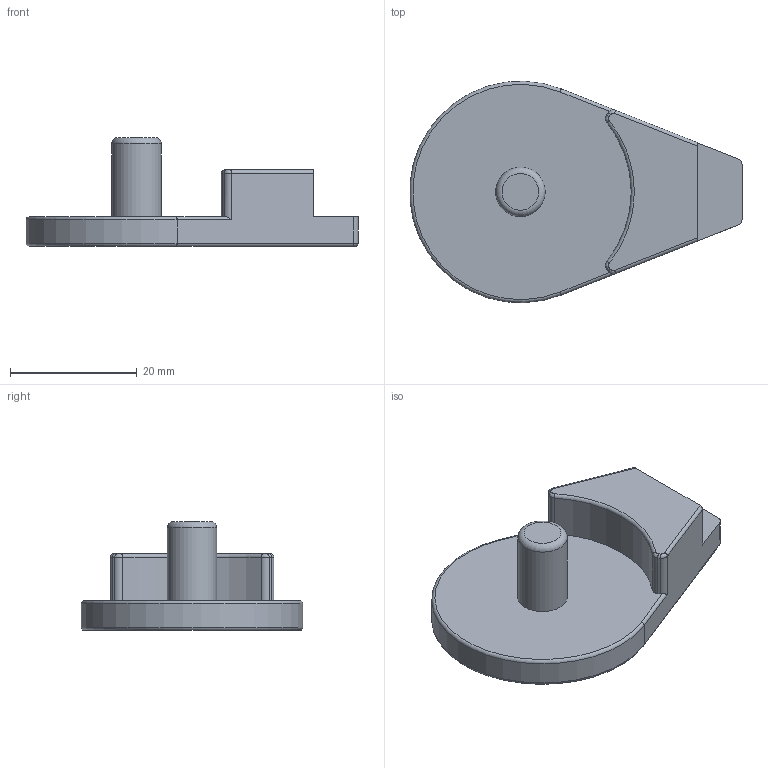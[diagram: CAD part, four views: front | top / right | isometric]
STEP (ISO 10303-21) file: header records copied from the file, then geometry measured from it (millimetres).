
FILE_DESCRIPTION(/* description */ (''),/* implementation_level */ '2;1');
FILE_NAME(/* name */ 'Belt Tensioner Bottom.stp',/* time_stamp */ '2016-12-28T17:00:40-06:00',/* author */ (''),/* organization */ (''),/* preprocessor_version */ 'ST-DEVELOPER v16.5',/* originating_system */ 'Autodesk Translation Framework v5.2.0.2920',/* authorisation */ '');
FILE_SCHEMA (('AUTOMOTIVE_DESIGN { 1 0 10303 214 3 1 1 }'));
Length unit declared in the file: millimetre
Products named in the file (1): Belt Tensioner Bottom
Bounding box: 52.44 x 34.98 x 17.2 mm (x, y, z)
Volume: 8429.3 mm3; surface area: 4145.7 mm2
Topology: 1 solids, 1 shells, 41 faces, 94 edges, 57 vertices
Faces by surface type: cylinder 19, plane 12, bspline 6, torus 4
Full cylindrical faces by diameter (mm): 4.8 x1, 7.8 x1
Entity records: 1203 total; most frequent: CARTESIAN_POINT 254, DIRECTION 209, ORIENTED_EDGE 182, EDGE_CURVE 91, AXIS2_PLACEMENT_3D 84, VERTEX_POINT 57, EDGE_LOOP 46, CIRCLE 46
